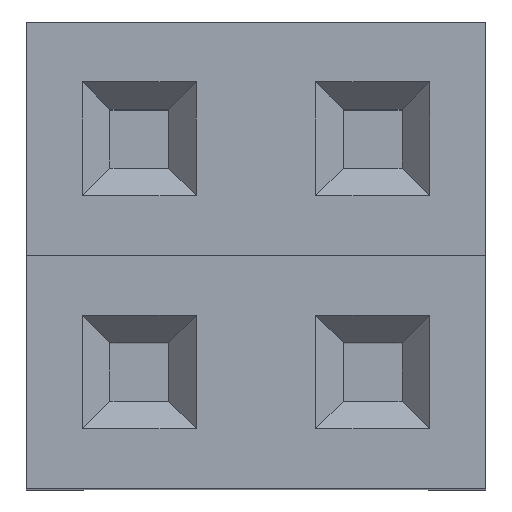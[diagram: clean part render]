
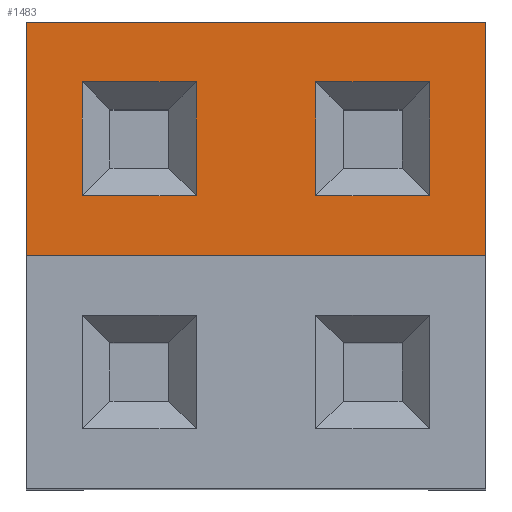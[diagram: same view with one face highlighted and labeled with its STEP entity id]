
A CAD part, top view. The second image highlights one B-rep face of the part: STEP entity #1483.
In plain terms, the highlighted planar face has unit normal (0, 0, 1).
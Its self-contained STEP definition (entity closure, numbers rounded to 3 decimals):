
#15=FACE_BOUND('',#178,.T.);
#16=FACE_BOUND('',#179,.T.);
#87=FACE_OUTER_BOUND('',#177,.T.);
#177=EDGE_LOOP('',(#1197,#1198,#1199,#1200));
#178=EDGE_LOOP('',(#1201,#1202,#1203,#1204));
#179=EDGE_LOOP('',(#1205,#1206,#1207,#1208));
#327=LINE('',#2248,#527);
#333=LINE('',#2259,#533);
#334=LINE('',#2262,#534);
#337=LINE('',#2267,#537);
#344=LINE('',#2282,#544);
#345=LINE('',#2284,#545);
#346=LINE('',#2286,#546);
#347=LINE('',#2287,#547);
#348=LINE('',#2290,#548);
#349=LINE('',#2292,#549);
#350=LINE('',#2294,#550);
#351=LINE('',#2295,#551);
#527=VECTOR('',#1846,10.);
#533=VECTOR('',#1854,10.);
#534=VECTOR('',#1857,10.);
#537=VECTOR('',#1862,10.);
#544=VECTOR('',#1875,10.);
#545=VECTOR('',#1876,10.);
#546=VECTOR('',#1877,10.);
#547=VECTOR('',#1878,10.);
#548=VECTOR('',#1879,10.);
#549=VECTOR('',#1880,10.);
#550=VECTOR('',#1881,10.);
#551=VECTOR('',#1882,10.);
#685=VERTEX_POINT('',#2246);
#686=VERTEX_POINT('',#2247);
#690=VERTEX_POINT('',#2257);
#691=VERTEX_POINT('',#2261);
#696=VERTEX_POINT('',#2280);
#697=VERTEX_POINT('',#2281);
#698=VERTEX_POINT('',#2283);
#699=VERTEX_POINT('',#2285);
#700=VERTEX_POINT('',#2288);
#701=VERTEX_POINT('',#2289);
#702=VERTEX_POINT('',#2291);
#703=VERTEX_POINT('',#2293);
#855=EDGE_CURVE('',#685,#686,#327,.T.);
#861=EDGE_CURVE('',#690,#685,#333,.T.);
#862=EDGE_CURVE('',#691,#690,#334,.T.);
#865=EDGE_CURVE('',#686,#691,#337,.T.);
#872=EDGE_CURVE('',#696,#697,#344,.T.);
#873=EDGE_CURVE('',#698,#697,#345,.T.);
#874=EDGE_CURVE('',#699,#698,#346,.T.);
#875=EDGE_CURVE('',#696,#699,#347,.T.);
#876=EDGE_CURVE('',#700,#701,#348,.T.);
#877=EDGE_CURVE('',#702,#700,#349,.T.);
#878=EDGE_CURVE('',#703,#702,#350,.T.);
#879=EDGE_CURVE('',#701,#703,#351,.T.);
#1197=ORIENTED_EDGE('',*,*,#872,.T.);
#1198=ORIENTED_EDGE('',*,*,#873,.F.);
#1199=ORIENTED_EDGE('',*,*,#874,.F.);
#1200=ORIENTED_EDGE('',*,*,#875,.F.);
#1201=ORIENTED_EDGE('',*,*,#876,.F.);
#1202=ORIENTED_EDGE('',*,*,#877,.F.);
#1203=ORIENTED_EDGE('',*,*,#878,.F.);
#1204=ORIENTED_EDGE('',*,*,#879,.F.);
#1205=ORIENTED_EDGE('',*,*,#855,.F.);
#1206=ORIENTED_EDGE('',*,*,#861,.F.);
#1207=ORIENTED_EDGE('',*,*,#862,.F.);
#1208=ORIENTED_EDGE('',*,*,#865,.F.);
#1395=PLANE('',#1590);
#1483=ADVANCED_FACE('',(#87,#15,#16),#1395,.T.);
#1590=AXIS2_PLACEMENT_3D('',#2279,#1873,#1874);
#1846=DIRECTION('',(0.,1.,0.));
#1854=DIRECTION('',(1.,0.,0.));
#1857=DIRECTION('',(0.,-1.,0.));
#1862=DIRECTION('',(-1.,0.,0.));
#1873=DIRECTION('center_axis',(0.,0.,1.));
#1874=DIRECTION('ref_axis',(1.,0.,0.));
#1875=DIRECTION('',(0.,1.,0.));
#1876=DIRECTION('',(1.,0.,0.));
#1877=DIRECTION('',(0.,1.,0.));
#1878=DIRECTION('',(-1.,0.,0.));
#1879=DIRECTION('',(0.,1.,0.));
#1880=DIRECTION('',(1.,0.,0.));
#1881=DIRECTION('',(0.,-1.,0.));
#1882=DIRECTION('',(-1.,0.,0.));
#2246=CARTESIAN_POINT('',(1.89,0.65,8.5));
#2247=CARTESIAN_POINT('',(1.89,1.89,8.5));
#2248=CARTESIAN_POINT('',(1.89,1.11,8.5));
#2257=CARTESIAN_POINT('',(0.65,0.65,8.5));
#2259=CARTESIAN_POINT('',(-0.775,0.65,8.5));
#2261=CARTESIAN_POINT('',(0.65,1.89,8.5));
#2262=CARTESIAN_POINT('',(0.65,1.43,8.5));
#2267=CARTESIAN_POINT('',(-0.455,1.89,8.5));
#2279=CARTESIAN_POINT('Origin',(-2.5,1.27,8.5));
#2280=CARTESIAN_POINT('',(2.5,0.,8.5));
#2281=CARTESIAN_POINT('',(2.5,2.54,8.5));
#2282=CARTESIAN_POINT('',(2.5,1.27,8.5));
#2283=CARTESIAN_POINT('',(-2.5,2.54,8.5));
#2284=CARTESIAN_POINT('',(-2.5,2.54,8.5));
#2285=CARTESIAN_POINT('',(-2.5,0.,8.5));
#2286=CARTESIAN_POINT('',(-2.5,1.27,8.5));
#2287=CARTESIAN_POINT('',(-2.5,0.,8.5));
#2288=CARTESIAN_POINT('',(-0.65,0.65,8.5));
#2289=CARTESIAN_POINT('',(-0.65,1.89,8.5));
#2290=CARTESIAN_POINT('',(-0.65,1.11,8.5));
#2291=CARTESIAN_POINT('',(-1.89,0.65,8.5));
#2292=CARTESIAN_POINT('',(-2.045,0.65,8.5));
#2293=CARTESIAN_POINT('',(-1.89,1.89,8.5));
#2294=CARTESIAN_POINT('',(-1.89,1.43,8.5));
#2295=CARTESIAN_POINT('',(-1.725,1.89,8.5));
